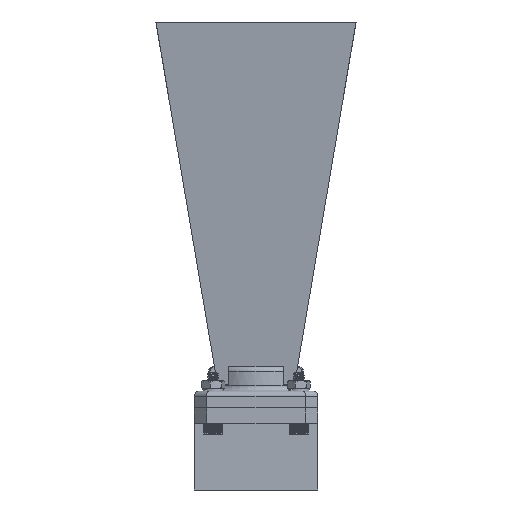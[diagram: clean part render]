
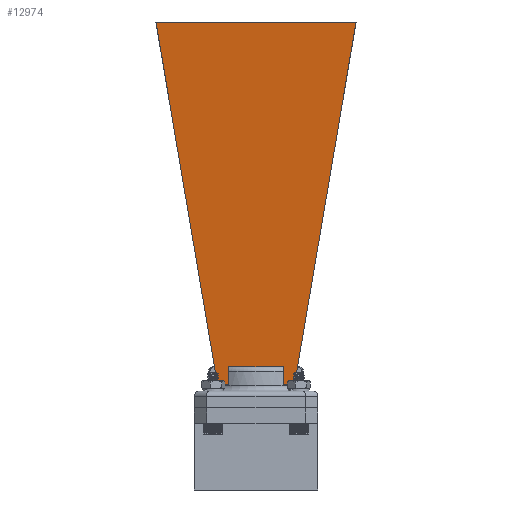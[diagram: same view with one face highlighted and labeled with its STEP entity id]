
A CAD part, front view. The second image highlights one B-rep face of the part: STEP entity #12974.
In plain terms, the highlighted face is planar.
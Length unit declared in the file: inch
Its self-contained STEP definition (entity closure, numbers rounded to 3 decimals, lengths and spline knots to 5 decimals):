
#54 = CARTESIAN_POINT ( 'NONE',  ( 0.332, 0.2835, 0.24985 ) ) ;
#190 = VECTOR ( 'NONE', #17501, 39.37008 ) ;
#537 = VERTEX_POINT ( 'NONE', #4946 ) ;
#893 = VECTOR ( 'NONE', #22004, 39.37008 ) ;
#1621 = CARTESIAN_POINT ( 'NONE',  ( 1.21508, 4.67923, 0.72606 ) ) ;
#1763 = VERTEX_POINT ( 'NONE', #3262 ) ;
#2040 = ORIENTED_EDGE ( 'NONE', *, *, #2703, .F. ) ;
#2619 = EDGE_CURVE ( 'NONE', #4970, #12432, #7308, .T. ) ;
#2703 = EDGE_CURVE ( 'NONE', #4970, #1763, #16232, .T. ) ;
#3128 = VERTEX_POINT ( 'NONE', #13417 ) ;
#3262 = CARTESIAN_POINT ( 'NONE',  ( 0.46832, 0.2835, 0.24985 ) ) ;
#3313 = CARTESIAN_POINT ( 'NONE',  ( -0.332, 0.2835, 0.24985 ) ) ;
#3769 = DIRECTION ( 'NONE',  ( 0., 0.108, -0.994 ) ) ;
#4070 = EDGE_CURVE ( 'NONE', #12432, #13401, #20642, .T. ) ;
#4084 = EDGE_CURVE ( 'NONE', #3128, #17195, #4195, .T. ) ;
#4195 = LINE ( 'NONE', #10814, #22605 ) ;
#4946 = CARTESIAN_POINT ( 'NONE',  ( 0.332, 0.2835, 0.24985 ) ) ;
#4970 = VERTEX_POINT ( 'NONE', #1621 ) ;
#5221 = ORIENTED_EDGE ( 'NONE', *, *, #14249, .T. ) ;
#6052 = CARTESIAN_POINT ( 'NONE',  ( 0.332, 0.46044, 0.26902 ) ) ;
#6687 = CARTESIAN_POINT ( 'NONE',  ( -0.332, 0.46044, 0.26902 ) ) ;
#6788 = CARTESIAN_POINT ( 'NONE',  ( -0.332, 0.2835, 0.24985 ) ) ;
#6873 = VECTOR ( 'NONE', #17911, 39.37008 ) ;
#7308 = LINE ( 'NONE', #21843, #22347 ) ;
#7489 = ORIENTED_EDGE ( 'NONE', *, *, #2619, .T. ) ;
#7560 = DIRECTION ( 'NONE',  ( 0.167, -0.98, -0.106 ) ) ;
#7836 = DIRECTION ( 'NONE',  ( 0., -0.994, -0.108 ) ) ;
#8838 = VECTOR ( 'NONE', #21417, 39.37008 ) ;
#9002 = CARTESIAN_POINT ( 'NONE',  ( -1.21508, 4.67923, 0.72606 ) ) ;
#9004 = DIRECTION ( 'NONE',  ( 0., 0.994, 0.108 ) ) ;
#9254 = DIRECTION ( 'NONE',  ( 1., 0., 0. ) ) ;
#9980 = LINE ( 'NONE', #6687, #190 ) ;
#10000 = FACE_OUTER_BOUND ( 'NONE', #20334, .T. ) ;
#10814 = CARTESIAN_POINT ( 'NONE',  ( -1.07885, 0.5, 0.27331 ) ) ;
#10958 = CARTESIAN_POINT ( 'NONE',  ( -0.6027, 1.07454, 0.33555 ) ) ;
#11175 = DIRECTION ( 'NONE',  ( -1., 0., 0. ) ) ;
#11561 = CARTESIAN_POINT ( 'NONE',  ( 5.31371, 0.2835, 0.24985 ) ) ;
#12432 = VERTEX_POINT ( 'NONE', #9002 ) ;
#12781 = PLANE ( 'NONE',  #22749 ) ;
#12903 = ORIENTED_EDGE ( 'NONE', *, *, #16188, .T. ) ;
#12974 = ADVANCED_FACE ( 'NONE', ( #10000 ), #12781, .F. ) ;
#13401 = VERTEX_POINT ( 'NONE', #16759 ) ;
#13417 = CARTESIAN_POINT ( 'NONE',  ( -0.332, 0.5, 0.27331 ) ) ;
#13827 = CARTESIAN_POINT ( 'NONE',  ( 0.332, 0.5, 0.27331 ) ) ;
#13993 = VERTEX_POINT ( 'NONE', #6788 ) ;
#14249 = EDGE_CURVE ( 'NONE', #17195, #537, #18051, .T. ) ;
#14584 = EDGE_CURVE ( 'NONE', #13993, #3128, #9980, .T. ) ;
#14692 = ORIENTED_EDGE ( 'NONE', *, *, #14584, .T. ) ;
#14739 = EDGE_CURVE ( 'NONE', #13401, #13993, #16376, .T. ) ;
#15835 = ORIENTED_EDGE ( 'NONE', *, *, #4084, .T. ) ;
#16188 = EDGE_CURVE ( 'NONE', #537, #1763, #19656, .T. ) ;
#16232 = LINE ( 'NONE', #21918, #893 ) ;
#16376 = LINE ( 'NONE', #3313, #8838 ) ;
#16759 = CARTESIAN_POINT ( 'NONE',  ( -0.46832, 0.2835, 0.24985 ) ) ;
#17195 = VERTEX_POINT ( 'NONE', #13827 ) ;
#17501 = DIRECTION ( 'NONE',  ( 0., 0.994, 0.108 ) ) ;
#17911 = DIRECTION ( 'NONE',  ( 1., 0., 0. ) ) ;
#18051 = LINE ( 'NONE', #6052, #18921 ) ;
#18921 = VECTOR ( 'NONE', #7836, 39.37008 ) ;
#19656 = LINE ( 'NONE', #54, #6873 ) ;
#19954 = ORIENTED_EDGE ( 'NONE', *, *, #14739, .T. ) ;
#20334 = EDGE_LOOP ( 'NONE', ( #21678, #19954, #14692, #15835, #5221, #12903, #2040, #7489 ) ) ;
#20642 = LINE ( 'NONE', #10958, #22005 ) ;
#21417 = DIRECTION ( 'NONE',  ( 1., 0., 0. ) ) ;
#21678 = ORIENTED_EDGE ( 'NONE', *, *, #4070, .T. ) ;
#21843 = CARTESIAN_POINT ( 'NONE',  ( 5.31371, 4.67923, 0.72606 ) ) ;
#21918 = CARTESIAN_POINT ( 'NONE',  ( 0.6027, 1.07454, 0.33555 ) ) ;
#22004 = DIRECTION ( 'NONE',  ( -0.167, -0.98, -0.106 ) ) ;
#22005 = VECTOR ( 'NONE', #7560, 39.37008 ) ;
#22347 = VECTOR ( 'NONE', #11175, 39.37008 ) ;
#22605 = VECTOR ( 'NONE', #9254, 39.37008 ) ;
#22749 = AXIS2_PLACEMENT_3D ( 'NONE', #11561, #3769, #9004 ) ;
